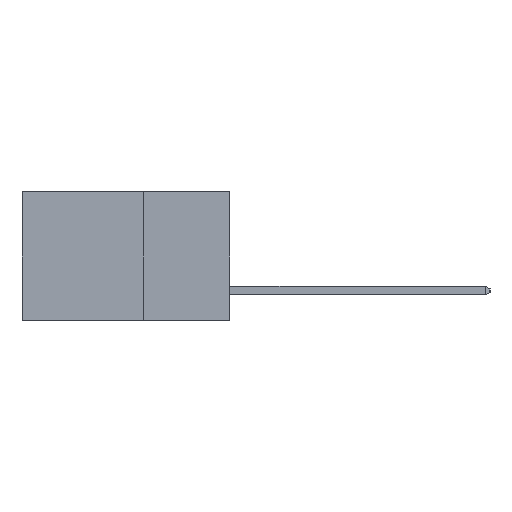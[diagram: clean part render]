
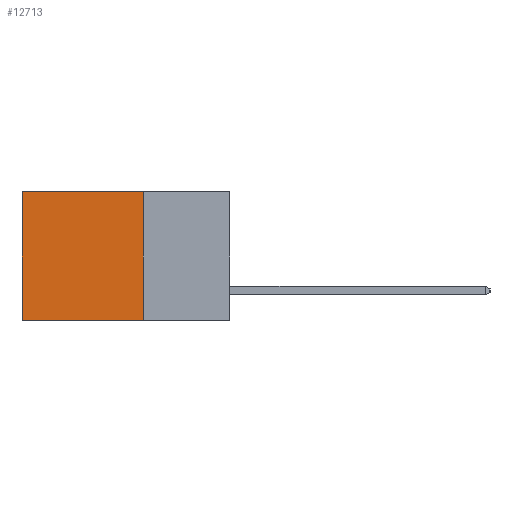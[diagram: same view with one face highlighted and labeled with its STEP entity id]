
A CAD part, left-side view. The second image highlights one B-rep face of the part: STEP entity #12713.
In plain terms, the highlighted planar face has unit normal (-1, 0, 0).
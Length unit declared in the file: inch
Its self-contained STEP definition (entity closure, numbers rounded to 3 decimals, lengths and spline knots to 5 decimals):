
#113 = AXIS2_PLACEMENT_3D ( 'NONE', #8429, #19673, #10122 ) ;
#787 = EDGE_LOOP ( 'NONE', ( #12814, #12381, #3403, #8964 ) ) ;
#1356 = EDGE_CURVE ( 'NONE', #4884, #13566, #20714, .T. ) ;
#2167 = EDGE_CURVE ( 'NONE', #15127, #3584, #5526, .T. ) ;
#2915 = CARTESIAN_POINT ( 'NONE',  ( 0.2615, 0.25, -0.37 ) ) ;
#3403 = ORIENTED_EDGE ( 'NONE', *, *, #3424, .F. ) ;
#3424 = EDGE_CURVE ( 'NONE', #4884, #15127, #16630, .T. ) ;
#3434 = VECTOR ( 'NONE', #16491, 39.37008 ) ;
#3584 = VERTEX_POINT ( 'NONE', #5005 ) ;
#4884 = VERTEX_POINT ( 'NONE', #5934 ) ;
#4964 = VECTOR ( 'NONE', #13845, 39.37008 ) ;
#5005 = CARTESIAN_POINT ( 'NONE',  ( 0.2615, 0.6, -0.37 ) ) ;
#5092 = DIRECTION ( 'NONE',  ( 0., 0., -1. ) ) ;
#5526 = LINE ( 'NONE', #12011, #4964 ) ;
#5589 = CARTESIAN_POINT ( 'NONE',  ( 0.2615, 0.6, -0.37 ) ) ;
#5934 = CARTESIAN_POINT ( 'NONE',  ( 0.2615, 0.25, 0. ) ) ;
#8429 = CARTESIAN_POINT ( 'NONE',  ( 0.2615, 0.25, -0.37 ) ) ;
#8963 = CARTESIAN_POINT ( 'NONE',  ( 0.2615, 0.25, 0. ) ) ;
#8964 = ORIENTED_EDGE ( 'NONE', *, *, #1356, .T. ) ;
#10122 = DIRECTION ( 'NONE',  ( 0., 0., -1. ) ) ;
#11034 = CARTESIAN_POINT ( 'NONE',  ( 0.2615, 0.6, 0. ) ) ;
#11317 = VECTOR ( 'NONE', #17130, 39.37008 ) ;
#12011 = CARTESIAN_POINT ( 'NONE',  ( 0.2615, 0.25, -0.37 ) ) ;
#12381 = ORIENTED_EDGE ( 'NONE', *, *, #2167, .F. ) ;
#12713 = ADVANCED_FACE ( 'NONE', ( #18151 ), #13379, .F. ) ;
#12814 = ORIENTED_EDGE ( 'NONE', *, *, #13074, .T. ) ;
#13048 = VECTOR ( 'NONE', #5092, 39.37008 ) ;
#13074 = EDGE_CURVE ( 'NONE', #13566, #3584, #17295, .T. ) ;
#13379 = PLANE ( 'NONE',  #113 ) ;
#13566 = VERTEX_POINT ( 'NONE', #11034 ) ;
#13845 = DIRECTION ( 'NONE',  ( 0., 1., 0. ) ) ;
#15127 = VERTEX_POINT ( 'NONE', #2915 ) ;
#16491 = DIRECTION ( 'NONE',  ( 0., 1., 0. ) ) ;
#16630 = LINE ( 'NONE', #17809, #11317 ) ;
#17130 = DIRECTION ( 'NONE',  ( 0., 0., -1. ) ) ;
#17295 = LINE ( 'NONE', #5589, #13048 ) ;
#17809 = CARTESIAN_POINT ( 'NONE',  ( 0.2615, 0.25, -0.37 ) ) ;
#18151 = FACE_OUTER_BOUND ( 'NONE', #787, .T. ) ;
#19673 = DIRECTION ( 'NONE',  ( 1., 0., 0. ) ) ;
#20714 = LINE ( 'NONE', #8963, #3434 ) ;
